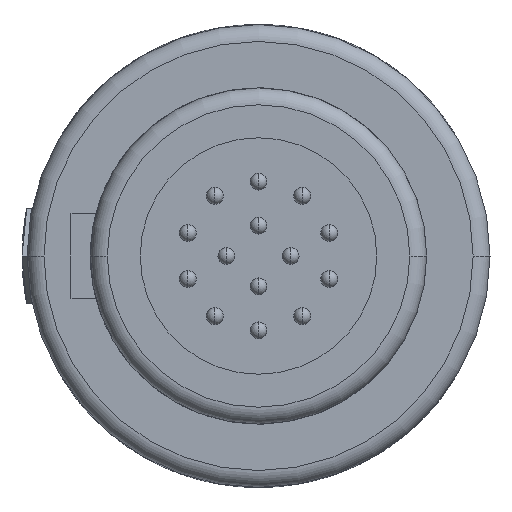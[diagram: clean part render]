
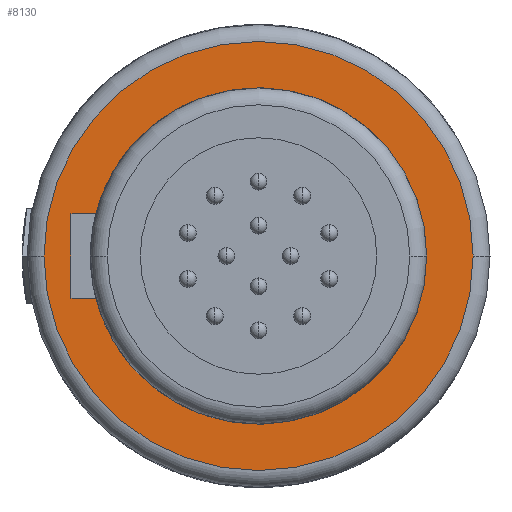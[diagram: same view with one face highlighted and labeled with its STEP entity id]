
A CAD part, left-side view. The second image highlights one B-rep face of the part: STEP entity #8130.
In plain terms, the highlighted planar face has unit normal (-1, 0, 0).
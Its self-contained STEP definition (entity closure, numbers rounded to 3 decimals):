
#2080=CARTESIAN_POINT('',(-6.7,0.,0.));
#2081=DIRECTION('',(-1.,0.,0.));
#2082=DIRECTION('',(0.,-1.,0.));
#2083=AXIS2_PLACEMENT_3D('',#2080,#2081,#2082);
#2085=CARTESIAN_POINT('',(-6.7,0.,0.));
#2086=DIRECTION('',(-1.,0.,0.));
#2087=DIRECTION('',(0.,1.,0.));
#2088=AXIS2_PLACEMENT_3D('',#2085,#2086,#2087);
#2090=DIRECTION('',(0.,1.,0.));
#2091=VECTOR('',#2090,0.735);
#2092=CARTESIAN_POINT('',(-6.7,4.815,-1.25));
#2093=LINE('',#2092,#2091);
#2094=DIRECTION('',(0.,1.,0.));
#2095=VECTOR('',#2094,0.735);
#2096=CARTESIAN_POINT('',(-6.7,4.815,1.25));
#2097=LINE('',#2096,#2095);
#2098=DIRECTION('',(0.,0.,1.));
#2099=VECTOR('',#2098,2.5);
#2100=CARTESIAN_POINT('',(-6.7,5.55,-1.25));
#2101=LINE('',#2100,#2099);
#2131=CARTESIAN_POINT('',(-6.7,0.,0.));
#2132=DIRECTION('',(1.,0.,0.));
#2133=DIRECTION('',(0.,0.968,0.251));
#2134=AXIS2_PLACEMENT_3D('',#2131,#2132,#2133);
#2168=CARTESIAN_POINT('',(-6.7,0.,0.));
#2169=DIRECTION('',(-1.,0.,0.));
#2170=DIRECTION('',(0.,0.968,-0.251));
#2171=AXIS2_PLACEMENT_3D('',#2168,#2169,#2170);
#4622=CARTESIAN_POINT('',(-6.7,-6.35,0.));
#4623=CARTESIAN_POINT('',(-6.7,6.35,0.));
#4624=VERTEX_POINT('',#4622);
#4625=VERTEX_POINT('',#4623);
#4638=CARTESIAN_POINT('',(-6.7,-4.975,0.));
#4639=VERTEX_POINT('',#4638);
#5272=CARTESIAN_POINT('',(-6.7,5.55,-1.25));
#5273=VERTEX_POINT('',#5272);
#5276=CARTESIAN_POINT('',(-6.7,5.55,1.25));
#5277=VERTEX_POINT('',#5276);
#5433=CARTESIAN_POINT('',(-6.7,4.815,-1.25));
#5434=VERTEX_POINT('',#5433);
#5435=CARTESIAN_POINT('',(-6.7,4.815,1.25));
#5436=VERTEX_POINT('',#5435);
#8108=CARTESIAN_POINT('',(-6.7,0.,0.));
#8109=DIRECTION('',(1.,0.,0.));
#8110=DIRECTION('',(0.,-1.,0.));
#8111=AXIS2_PLACEMENT_3D('',#8108,#8109,#8110);
#8112=PLANE('',#8111);
#8114=ORIENTED_EDGE('',*,*,#8113,.F.);
#8115=ORIENTED_EDGE('',*,*,#8091,.F.);
#8116=EDGE_LOOP('',(#8114,#8115));
#8117=FACE_OUTER_BOUND('',#8116,.F.);
#8119=ORIENTED_EDGE('',*,*,#8118,.F.);
#8121=ORIENTED_EDGE('',*,*,#8120,.T.);
#8123=ORIENTED_EDGE('',*,*,#8122,.F.);
#8125=ORIENTED_EDGE('',*,*,#8124,.T.);
#8127=ORIENTED_EDGE('',*,*,#8126,.F.);
#8128=EDGE_LOOP('',(#8119,#8121,#8123,#8125,#8127));
#8129=FACE_BOUND('',#8128,.F.);
#2084=CIRCLE('',#2083,6.35);
#2089=CIRCLE('',#2088,6.35);
#2135=CIRCLE('',#2134,4.975);
#2172=CIRCLE('',#2171,4.975);
#8091=EDGE_CURVE('',#4625,#4624,#2089,.T.);
#8113=EDGE_CURVE('',#4624,#4625,#2084,.T.);
#8118=EDGE_CURVE('',#5434,#5273,#2093,.T.);
#8120=EDGE_CURVE('',#5434,#4639,#2172,.T.);
#8122=EDGE_CURVE('',#5436,#4639,#2135,.T.);
#8124=EDGE_CURVE('',#5436,#5277,#2097,.T.);
#8126=EDGE_CURVE('',#5273,#5277,#2101,.T.);
#8130=ADVANCED_FACE('',(#8117,#8129),#8112,.F.);
